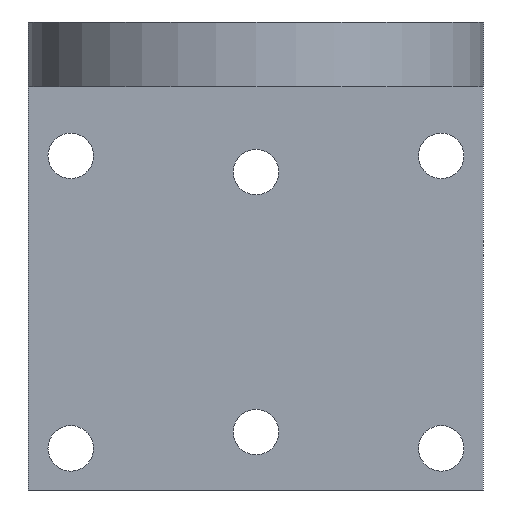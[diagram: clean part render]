
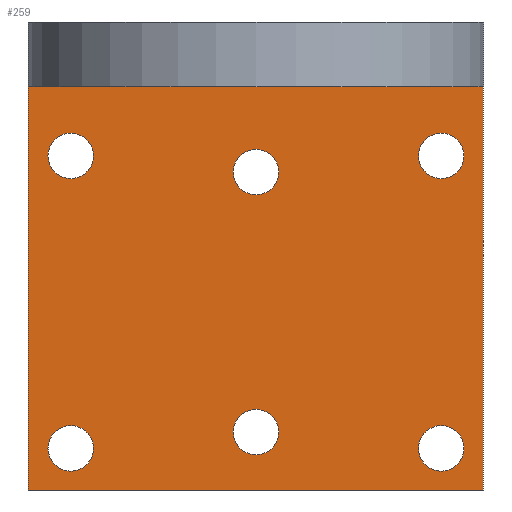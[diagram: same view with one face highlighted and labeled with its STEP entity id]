
A CAD part, front view. The second image highlights one B-rep face of the part: STEP entity #259.
In plain terms, the highlighted planar face has unit normal (0, -1, 0).
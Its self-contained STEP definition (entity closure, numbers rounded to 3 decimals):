
#105=FACE_BOUND('',#333,.T.);
#106=FACE_BOUND('',#334,.T.);
#107=FACE_BOUND('',#335,.T.);
#108=FACE_BOUND('',#336,.T.);
#109=FACE_BOUND('',#337,.T.);
#110=FACE_BOUND('',#338,.T.);
#111=FACE_BOUND('',#339,.T.);
#207=CIRCLE('',#768,3.5);
#208=CIRCLE('',#769,3.5);
#209=CIRCLE('',#770,3.5);
#210=CIRCLE('',#771,3.5);
#211=CIRCLE('',#772,3.5);
#212=CIRCLE('',#773,3.5);
#259=ADVANCED_FACE('',(#105,#106,#107,#108,#109,#110,#111),#305,.T.);
#305=PLANE('',#774);
#333=EDGE_LOOP('',(#453));
#334=EDGE_LOOP('',(#454));
#335=EDGE_LOOP('',(#455));
#336=EDGE_LOOP('',(#456));
#337=EDGE_LOOP('',(#457));
#338=EDGE_LOOP('',(#458));
#339=EDGE_LOOP('',(#459,#460,#461,#462));
#453=ORIENTED_EDGE('',*,*,#659,.F.);
#454=ORIENTED_EDGE('',*,*,#660,.F.);
#455=ORIENTED_EDGE('',*,*,#661,.F.);
#456=ORIENTED_EDGE('',*,*,#662,.F.);
#457=ORIENTED_EDGE('',*,*,#663,.F.);
#458=ORIENTED_EDGE('',*,*,#664,.F.);
#459=ORIENTED_EDGE('',*,*,#647,.T.);
#460=ORIENTED_EDGE('',*,*,#651,.T.);
#461=ORIENTED_EDGE('',*,*,#654,.T.);
#462=ORIENTED_EDGE('',*,*,#658,.T.);
#581=VERTEX_POINT('',#1085);
#582=VERTEX_POINT('',#1087);
#584=VERTEX_POINT('',#1093);
#586=VERTEX_POINT('',#1099);
#589=VERTEX_POINT('',#1110);
#590=VERTEX_POINT('',#1112);
#591=VERTEX_POINT('',#1114);
#592=VERTEX_POINT('',#1116);
#593=VERTEX_POINT('',#1118);
#594=VERTEX_POINT('',#1120);
#647=EDGE_CURVE('',#582,#581,#719,.T.);
#651=EDGE_CURVE('',#581,#584,#723,.T.);
#654=EDGE_CURVE('',#584,#586,#726,.T.);
#658=EDGE_CURVE('',#586,#582,#728,.T.);
#659=EDGE_CURVE('',#589,#589,#207,.T.);
#660=EDGE_CURVE('',#590,#590,#208,.T.);
#661=EDGE_CURVE('',#591,#591,#209,.T.);
#662=EDGE_CURVE('',#592,#592,#210,.T.);
#663=EDGE_CURVE('',#593,#593,#211,.T.);
#664=EDGE_CURVE('',#594,#594,#212,.T.);
#719=LINE('',#1086,#741);
#723=LINE('',#1094,#745);
#726=LINE('',#1100,#748);
#728=LINE('',#1107,#750);
#741=VECTOR('',#864,1.);
#745=VECTOR('',#870,1.);
#748=VECTOR('',#875,1.);
#750=VECTOR('',#883,1.);
#768=AXIS2_PLACEMENT_3D('',#1109,#886,#887);
#769=AXIS2_PLACEMENT_3D('',#1111,#888,#889);
#770=AXIS2_PLACEMENT_3D('',#1113,#890,#891);
#771=AXIS2_PLACEMENT_3D('',#1115,#892,#893);
#772=AXIS2_PLACEMENT_3D('',#1117,#894,#895);
#773=AXIS2_PLACEMENT_3D('',#1119,#896,#897);
#774=AXIS2_PLACEMENT_3D('',#1121,#898,#899);
#864=DIRECTION('',(0.,0.,-1.));
#870=DIRECTION('',(1.,0.,0.));
#875=DIRECTION('',(0.,0.,1.));
#883=DIRECTION('',(-1.,0.,0.));
#886=DIRECTION('',(0.,-1.,0.));
#887=DIRECTION('',(0.,0.,-1.));
#888=DIRECTION('',(0.,-1.,0.));
#889=DIRECTION('',(0.,0.,-1.));
#890=DIRECTION('',(0.,-1.,0.));
#891=DIRECTION('',(0.,0.,-1.));
#892=DIRECTION('',(0.,-1.,0.));
#893=DIRECTION('',(0.,0.,-1.));
#894=DIRECTION('',(0.,-1.,0.));
#895=DIRECTION('',(0.,0.,-1.));
#896=DIRECTION('',(0.,-1.,0.));
#897=DIRECTION('',(0.,0.,-1.));
#898=DIRECTION('',(0.,-1.,0.));
#899=DIRECTION('',(0.,0.,-1.));
#1085=CARTESIAN_POINT('',(0.,-10.,0.));
#1086=CARTESIAN_POINT('',(0.,-10.,62.));
#1087=CARTESIAN_POINT('',(0.,-10.,62.));
#1093=CARTESIAN_POINT('',(70.,-10.,0.));
#1094=CARTESIAN_POINT('',(0.,-10.,0.));
#1099=CARTESIAN_POINT('',(70.,-10.,62.));
#1100=CARTESIAN_POINT('',(70.,-10.,0.));
#1107=CARTESIAN_POINT('',(70.,-10.,62.));
#1109=CARTESIAN_POINT('',(63.5,-10.,51.4));
#1110=CARTESIAN_POINT('',(63.5,-10.,47.9));
#1111=CARTESIAN_POINT('',(63.5,-10.,6.4));
#1112=CARTESIAN_POINT('',(63.5,-10.,2.9));
#1113=CARTESIAN_POINT('',(35.,-10.,48.9));
#1114=CARTESIAN_POINT('',(35.,-10.,45.4));
#1115=CARTESIAN_POINT('',(35.,-10.,8.9));
#1116=CARTESIAN_POINT('',(35.,-10.,5.4));
#1117=CARTESIAN_POINT('',(6.5,-10.,51.4));
#1118=CARTESIAN_POINT('',(6.5,-10.,47.9));
#1119=CARTESIAN_POINT('',(6.5,-10.,6.4));
#1120=CARTESIAN_POINT('',(6.5,-10.,2.9));
#1121=CARTESIAN_POINT('',(0.,-10.,0.));
